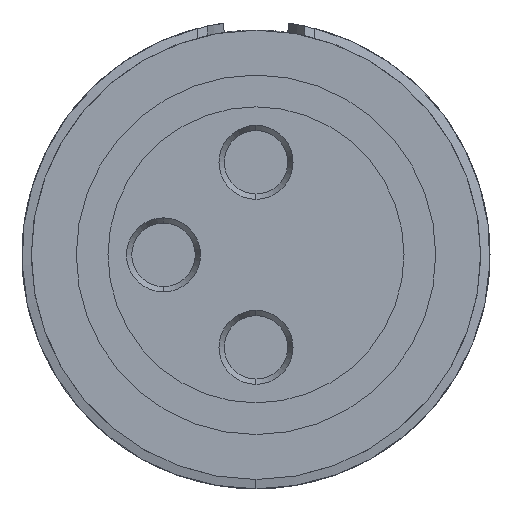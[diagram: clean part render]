
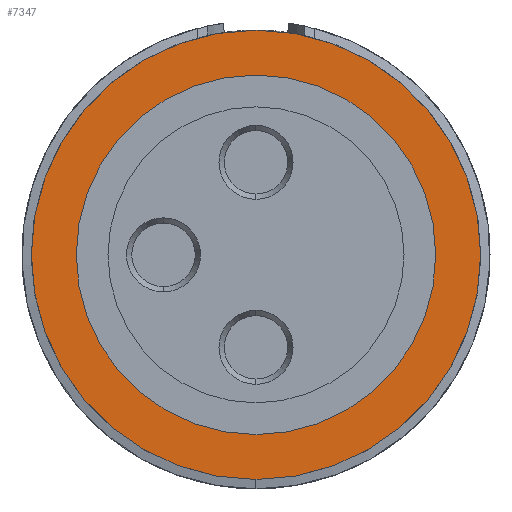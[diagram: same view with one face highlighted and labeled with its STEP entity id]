
A CAD part, left-side view. The second image highlights one B-rep face of the part: STEP entity #7347.
In plain terms, the highlighted planar face has unit normal (-1, 0, 0).
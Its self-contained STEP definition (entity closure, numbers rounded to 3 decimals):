
#211 = VERTEX_POINT ( 'NONE', #12778 ) ;
#572 = ORIENTED_EDGE ( 'NONE', *, *, #8993, .T. ) ;
#697 = ORIENTED_EDGE ( 'NONE', *, *, #9351, .T. ) ;
#725 = DIRECTION ( 'NONE',  ( 1., 0., 0. ) ) ;
#1074 = CARTESIAN_POINT ( 'NONE',  ( 0., 0., 0. ) ) ;
#1724 = FACE_OUTER_BOUND ( 'NONE', #5985, .T. ) ;
#2073 = CIRCLE ( 'NONE', #9649, 3.4 ) ;
#2128 = DIRECTION ( 'NONE',  ( 0., -1., 0. ) ) ;
#3350 = VERTEX_POINT ( 'NONE', #13670 ) ;
#3398 = DIRECTION ( 'NONE',  ( 1., 0., 0. ) ) ;
#3419 = VERTEX_POINT ( 'NONE', #6347 ) ;
#4231 = AXIS2_PLACEMENT_3D ( 'NONE', #10175, #11233, #4798 ) ;
#4238 = FACE_BOUND ( 'NONE', #12533, .T. ) ;
#4289 = CIRCLE ( 'NONE', #13504, 4.25 ) ;
#4798 = DIRECTION ( 'NONE',  ( 0., 0., 1. ) ) ;
#4902 = EDGE_CURVE ( 'NONE', #12939, #3419, #4289, .T. ) ;
#5208 = AXIS2_PLACEMENT_3D ( 'NONE', #9855, #3398, #10920 ) ;
#5351 = DIRECTION ( 'NONE',  ( 1., 0., 0. ) ) ;
#5985 = EDGE_LOOP ( 'NONE', ( #9398, #10275 ) ) ;
#6049 = AXIS2_PLACEMENT_3D ( 'NONE', #7192, #725, #8250 ) ;
#6347 = CARTESIAN_POINT ( 'NONE',  ( 0., 0., -4.25 ) ) ;
#6614 = EDGE_CURVE ( 'NONE', #3419, #12939, #11814, .T. ) ;
#6929 = PLANE ( 'NONE',  #4231 ) ;
#7192 = CARTESIAN_POINT ( 'NONE',  ( 0., 0., 0. ) ) ;
#7347 = ADVANCED_FACE ( 'NONE', ( #1724, #4238 ), #6929, .T. ) ;
#7365 = CARTESIAN_POINT ( 'NONE',  ( 0., 0., 4.25 ) ) ;
#8250 = DIRECTION ( 'NONE',  ( 0., -1., 0. ) ) ;
#8582 = DIRECTION ( 'NONE',  ( 1., 0., 0. ) ) ;
#8993 = EDGE_CURVE ( 'NONE', #3350, #211, #9629, .T. ) ;
#9351 = EDGE_CURVE ( 'NONE', #211, #3350, #2073, .T. ) ;
#9398 = ORIENTED_EDGE ( 'NONE', *, *, #6614, .F. ) ;
#9629 = CIRCLE ( 'NONE', #6049, 3.4 ) ;
#9649 = AXIS2_PLACEMENT_3D ( 'NONE', #1074, #8582, #2128 ) ;
#9855 = CARTESIAN_POINT ( 'NONE',  ( 0., 0., 0. ) ) ;
#10175 = CARTESIAN_POINT ( 'NONE',  ( 0., 0., 0. ) ) ;
#10275 = ORIENTED_EDGE ( 'NONE', *, *, #4902, .F. ) ;
#10920 = DIRECTION ( 'NONE',  ( 0., 0., -1. ) ) ;
#11233 = DIRECTION ( 'NONE',  ( -1., 0., 0. ) ) ;
#11795 = CARTESIAN_POINT ( 'NONE',  ( 0., 0., 0. ) ) ;
#11814 = CIRCLE ( 'NONE', #5208, 4.25 ) ;
#12533 = EDGE_LOOP ( 'NONE', ( #572, #697 ) ) ;
#12778 = CARTESIAN_POINT ( 'NONE',  ( 0., 3.4, 0. ) ) ;
#12883 = DIRECTION ( 'NONE',  ( 0., 0., -1. ) ) ;
#12939 = VERTEX_POINT ( 'NONE', #7365 ) ;
#13504 = AXIS2_PLACEMENT_3D ( 'NONE', #11795, #5351, #12883 ) ;
#13670 = CARTESIAN_POINT ( 'NONE',  ( 0., -3.4, 0. ) ) ;
